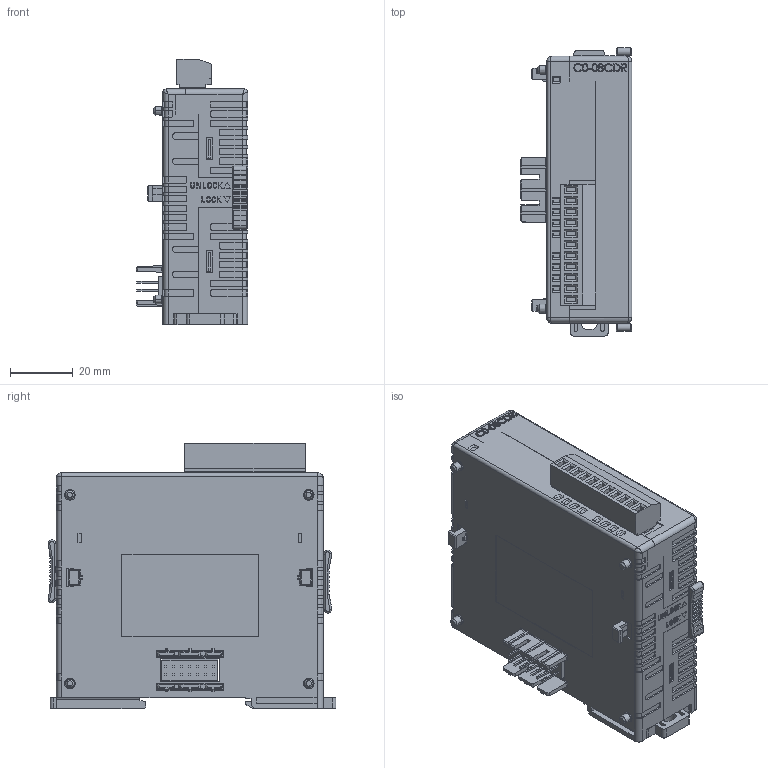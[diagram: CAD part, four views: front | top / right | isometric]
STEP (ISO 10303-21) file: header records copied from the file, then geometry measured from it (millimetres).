
FILE_DESCRIPTION (( 'STEP AP214' ), '1' );
FILE_NAME ('C0-08CDR.STEP', '2017-08-23T22:42:36', ( '' ), ( '' ), 'SwSTEP 2.0', 'SolidWorks 2016', '' );
FILE_SCHEMA (( 'AUTOMOTIVE_DESIGN' ));
Length unit declared in the file: millimetre
Products named in the file (1): C0-08CDR
Bounding box: 35.55 x 91.6 x 84.4 mm (x, y, z)
Volume: 162507.8 mm3; surface area: 31791.1 mm2
Topology: 1 solids, 14 shells, 3793 faces, 10534 edges, 6926 vertices
Faces by surface type: plane 2676, cylinder 968, bspline 69, cone 60, torus 16, sphere 4
Entity records: 165367 total; most frequent: CARTESIAN_POINT 26209, ORIENTED_EDGE 21052, DIRECTION 19805, EDGE_CURVE 10526, VECTOR 8329, LINE 8329, VERTEX_POINT 6926, AXIS2_PLACEMENT_3D 5738
